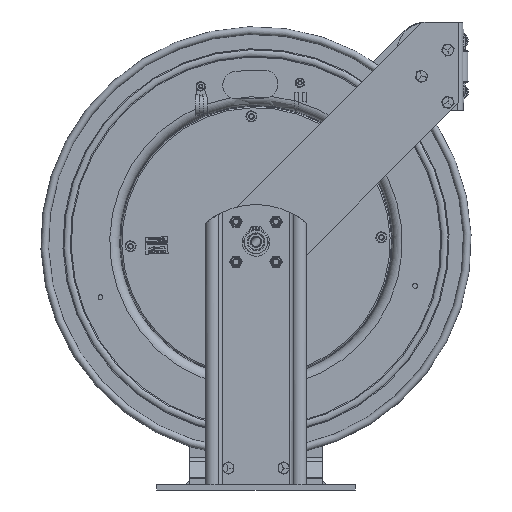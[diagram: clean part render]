
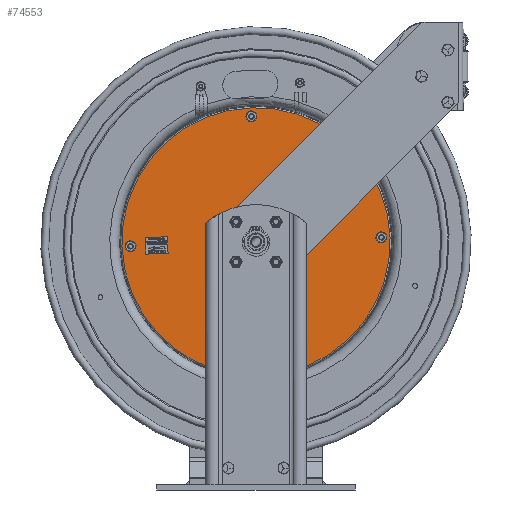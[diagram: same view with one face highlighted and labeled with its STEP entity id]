
A CAD part, front view. The second image highlights one B-rep face of the part: STEP entity #74553.
In plain terms, the highlighted planar face has unit normal (0, -1, 0).
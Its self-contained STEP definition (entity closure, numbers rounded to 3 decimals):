
#3700=FACE_BOUND('',#13158,.T.);
#3701=FACE_BOUND('',#13159,.T.);
#3702=FACE_BOUND('',#13160,.T.);
#3703=FACE_BOUND('',#13161,.T.);
#3704=FACE_BOUND('',#13162,.T.);
#6514=CIRCLE('',#79916,6.078);
#6515=CIRCLE('',#79917,0.655);
#6516=CIRCLE('',#79918,0.14);
#6517=CIRCLE('',#79919,0.14);
#6518=CIRCLE('',#79920,0.14);
#6519=CIRCLE('',#79921,0.14);
#10000=FACE_OUTER_BOUND('',#13157,.T.);
#13157=EDGE_LOOP('',(#63267));
#13158=EDGE_LOOP('',(#63268));
#13159=EDGE_LOOP('',(#63269));
#13160=EDGE_LOOP('',(#63270));
#13161=EDGE_LOOP('',(#63271));
#13162=EDGE_LOOP('',(#63272));
#34331=VERTEX_POINT('',#126938);
#34332=VERTEX_POINT('',#126940);
#34333=VERTEX_POINT('',#126942);
#34334=VERTEX_POINT('',#126944);
#34335=VERTEX_POINT('',#126946);
#34336=VERTEX_POINT('',#126948);
#46302=EDGE_CURVE('',#34331,#34331,#6514,.T.);
#46303=EDGE_CURVE('',#34332,#34332,#6515,.T.);
#46304=EDGE_CURVE('',#34333,#34333,#6516,.T.);
#46305=EDGE_CURVE('',#34334,#34334,#6517,.T.);
#46306=EDGE_CURVE('',#34335,#34335,#6518,.T.);
#46307=EDGE_CURVE('',#34336,#34336,#6519,.T.);
#63267=ORIENTED_EDGE('',*,*,#46302,.F.);
#63268=ORIENTED_EDGE('',*,*,#46303,.T.);
#63269=ORIENTED_EDGE('',*,*,#46304,.T.);
#63270=ORIENTED_EDGE('',*,*,#46305,.T.);
#63271=ORIENTED_EDGE('',*,*,#46306,.T.);
#63272=ORIENTED_EDGE('',*,*,#46307,.T.);
#69058=PLANE('',#79915);
#74553=ADVANCED_FACE('',(#10000,#3700,#3701,#3702,#3703,#3704),#69058,.T.);
#79915=AXIS2_PLACEMENT_3D('',#126937,#94073,#94074);
#79916=AXIS2_PLACEMENT_3D('',#126939,#94075,#94076);
#79917=AXIS2_PLACEMENT_3D('',#126941,#94077,#94078);
#79918=AXIS2_PLACEMENT_3D('',#126943,#94079,#94080);
#79919=AXIS2_PLACEMENT_3D('',#126945,#94081,#94082);
#79920=AXIS2_PLACEMENT_3D('',#126947,#94083,#94084);
#79921=AXIS2_PLACEMENT_3D('',#126949,#94085,#94086);
#94073=DIRECTION('center_axis',(0.,-1.,0.));
#94074=DIRECTION('ref_axis',(-0.999,0.,-0.036));
#94075=DIRECTION('center_axis',(0.,1.,0.));
#94076=DIRECTION('ref_axis',(-0.999,0.,-0.036));
#94077=DIRECTION('center_axis',(0.,1.,0.));
#94078=DIRECTION('ref_axis',(0.999,0.,0.036));
#94079=DIRECTION('center_axis',(0.,1.,0.));
#94080=DIRECTION('ref_axis',(-0.999,0.,-0.036));
#94081=DIRECTION('center_axis',(0.,1.,0.));
#94082=DIRECTION('ref_axis',(-0.999,0.,-0.036));
#94083=DIRECTION('center_axis',(0.,1.,0.));
#94084=DIRECTION('ref_axis',(-0.999,0.,-0.036));
#94085=DIRECTION('center_axis',(0.,1.,0.));
#94086=DIRECTION('ref_axis',(-0.999,0.,-0.036));
#126937=CARTESIAN_POINT('Origin',(70.92,39.842,-89.837));
#126938=CARTESIAN_POINT('',(76.994,39.842,-89.618));
#126939=CARTESIAN_POINT('Origin',(70.92,39.842,-89.837));
#126940=CARTESIAN_POINT('',(70.266,39.842,-89.86));
#126941=CARTESIAN_POINT('Origin',(70.92,39.842,-89.837));
#126942=CARTESIAN_POINT('',(65.097,39.842,-90.046));
#126943=CARTESIAN_POINT('Origin',(65.237,39.842,-90.041));
#126944=CARTESIAN_POINT('',(76.464,39.842,-89.637));
#126945=CARTESIAN_POINT('Origin',(76.604,39.842,-89.632));
#126946=CARTESIAN_POINT('',(70.985,39.842,-95.525));
#126947=CARTESIAN_POINT('Origin',(71.125,39.842,-95.52));
#126948=CARTESIAN_POINT('',(70.576,39.842,-84.158));
#126949=CARTESIAN_POINT('Origin',(70.716,39.842,-84.153));
